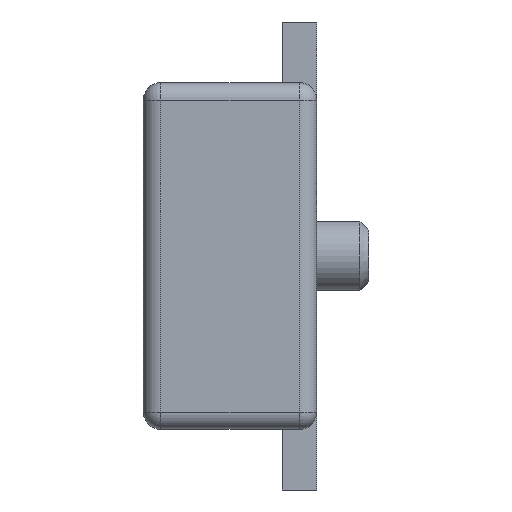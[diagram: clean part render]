
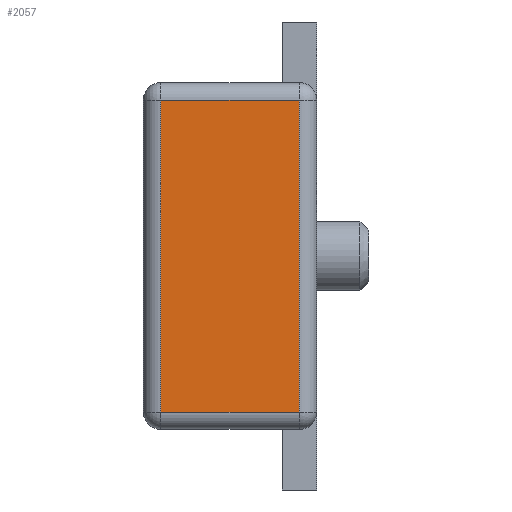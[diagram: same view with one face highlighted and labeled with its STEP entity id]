
A CAD part, left-side view. The second image highlights one B-rep face of the part: STEP entity #2057.
In plain terms, the highlighted planar face has unit normal (-1, 0, 0).
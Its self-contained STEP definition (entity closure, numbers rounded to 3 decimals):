
#16 = AXIS2_PLACEMENT_3D ( 'NONE', #1506, #737, #1031 ) ;
#49 = CARTESIAN_POINT ( 'NONE',  ( -2.8, 2., -1.8 ) ) ;
#89 = CARTESIAN_POINT ( 'NONE',  ( -2.8, 2., 1.8 ) ) ;
#139 = VECTOR ( 'NONE', #652, 1000. ) ;
#173 = ORIENTED_EDGE ( 'NONE', *, *, #1492, .T. ) ;
#215 = CARTESIAN_POINT ( 'NONE',  ( -2.8, 1.8, 1.8 ) ) ;
#231 = CARTESIAN_POINT ( 'NONE',  ( -2.8, 1.8, 2. ) ) ;
#294 = DIRECTION ( 'NONE',  ( 0., 0., 1. ) ) ;
#428 = CARTESIAN_POINT ( 'NONE',  ( -2.8, 1.8, -1.8 ) ) ;
#443 = LINE ( 'NONE', #89, #1330 ) ;
#462 = EDGE_CURVE ( 'NONE', #811, #1519, #495, .T. ) ;
#495 = LINE ( 'NONE', #1399, #1916 ) ;
#510 = CARTESIAN_POINT ( 'NONE',  ( -2.8, 0.2, 1.8 ) ) ;
#608 = ORIENTED_EDGE ( 'NONE', *, *, #1091, .T. ) ;
#652 = DIRECTION ( 'NONE',  ( 0., -1., 0. ) ) ;
#660 = EDGE_LOOP ( 'NONE', ( #608, #1533, #173, #1437 ) ) ;
#737 = DIRECTION ( 'NONE',  ( 1., 0., 0. ) ) ;
#811 = VERTEX_POINT ( 'NONE', #1888 ) ;
#850 = DIRECTION ( 'NONE',  ( 0., 0., -1. ) ) ;
#888 = VERTEX_POINT ( 'NONE', #215 ) ;
#998 = VECTOR ( 'NONE', #850, 1000. ) ;
#1031 = DIRECTION ( 'NONE',  ( 0., 0., -1. ) ) ;
#1091 = EDGE_CURVE ( 'NONE', #1519, #888, #443, .T. ) ;
#1290 = VERTEX_POINT ( 'NONE', #428 ) ;
#1330 = VECTOR ( 'NONE', #2014, 1000. ) ;
#1332 = PLANE ( 'NONE',  #16 ) ;
#1399 = CARTESIAN_POINT ( 'NONE',  ( -2.8, 0.2, 2. ) ) ;
#1437 = ORIENTED_EDGE ( 'NONE', *, *, #462, .T. ) ;
#1492 = EDGE_CURVE ( 'NONE', #1290, #811, #1915, .T. ) ;
#1493 = FACE_OUTER_BOUND ( 'NONE', #660, .T. ) ;
#1506 = CARTESIAN_POINT ( 'NONE',  ( -2.8, 2., 2. ) ) ;
#1519 = VERTEX_POINT ( 'NONE', #510 ) ;
#1533 = ORIENTED_EDGE ( 'NONE', *, *, #2001, .T. ) ;
#1805 = LINE ( 'NONE', #231, #998 ) ;
#1888 = CARTESIAN_POINT ( 'NONE',  ( -2.8, 0.2, -1.8 ) ) ;
#1915 = LINE ( 'NONE', #49, #139 ) ;
#1916 = VECTOR ( 'NONE', #294, 1000. ) ;
#2001 = EDGE_CURVE ( 'NONE', #888, #1290, #1805, .T. ) ;
#2014 = DIRECTION ( 'NONE',  ( 0., 1., 0. ) ) ;
#2057 = ADVANCED_FACE ( 'NONE', ( #1493 ), #1332, .F. ) ;
